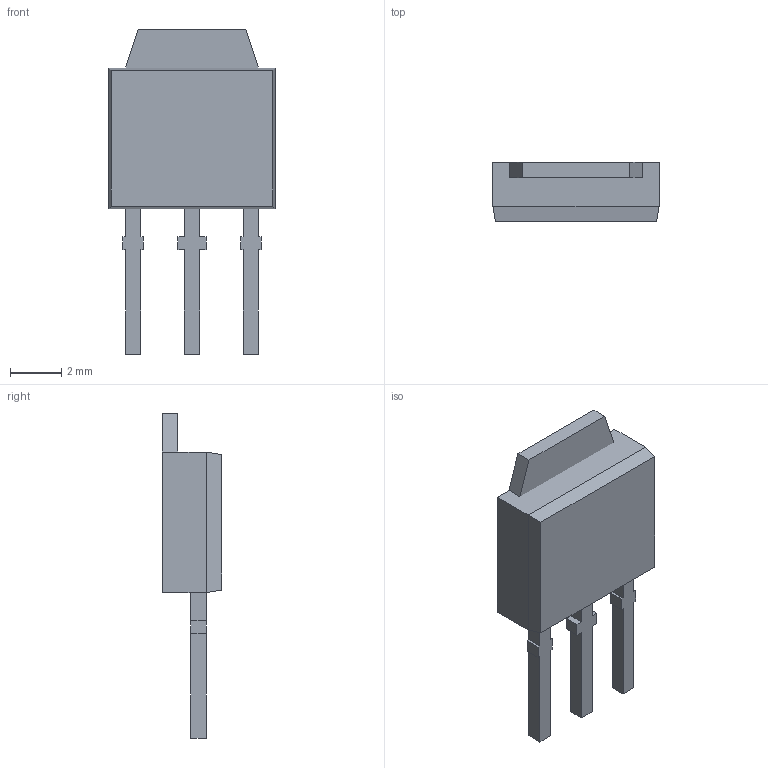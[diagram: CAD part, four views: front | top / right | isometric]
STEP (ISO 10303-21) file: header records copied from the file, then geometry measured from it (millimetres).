
FILE_DESCRIPTION(('FreeCAD Model'),'2;1');
FILE_NAME('Open CASCADE Shape Model','2022-01-08T22:03:37',('Author'),( ''),'Open CASCADE STEP processor 7.5','FreeCAD','Unknown');
FILE_SCHEMA(('AUTOMOTIVE_DESIGN { 1 0 10303 214 1 1 1 1 }'));
Length unit declared in the file: millimetre
Products named in the file (6): Assembly; LCS_Origin; 樹脂体; ヒートシンク; リードドレイン; リードゲートソース
Assembly tree (6 placements, depth 2):
  Assembly
    LCS_Origin
    樹脂体
    ヒートシンク
    リードドレイン
    リードゲートソース  x2
Bounding box: 6.5 x 2.31 x 12.7 mm (x, y, z)
Volume: 105.9 mm3; surface area: 242.2 mm2
Topology: 5 solids, 5 shells, 60 faces, 146 edges, 96 vertices
Faces by surface type: plane 56, bspline 4
Entity records: 1443 total; most frequent: CARTESIAN_POINT 251, ORIENTED_EDGE 220, DIRECTION 204, EDGE_CURVE 110, LINE 106, VECTOR 106, VERTEX_POINT 72, AXIS2_PLACEMENT_3D 49
